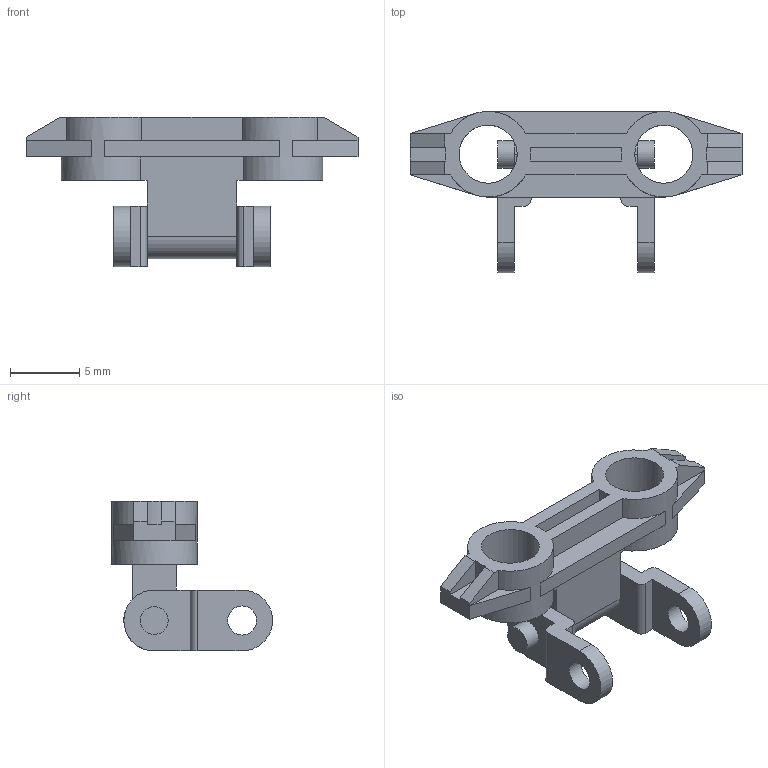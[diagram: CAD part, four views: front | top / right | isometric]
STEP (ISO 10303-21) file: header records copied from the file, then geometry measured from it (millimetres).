
FILE_DESCRIPTION((''),'2;1');
FILE_NAME('228-2534-002.stp','2014-01-15T17:33:18',('jessica_knerr'),(''),'Autodesk Inventor 2013','Autodesk Inventor 2013','');
FILE_SCHEMA(('AUTOMOTIVE_DESIGN { 1 0 10303 214 1 1 1 1 }'));
Length unit declared in the file: millimetre
Products named in the file (1): 228-2534-002
Bounding box: 24 x 11.65 x 10.84 mm (x, y, z)
Volume: 531.1 mm3; surface area: 929.8 mm2
Topology: 1 solids, 1 shells, 83 faces, 228 edges, 150 vertices
Faces by surface type: plane 62, cylinder 21
Full cylindrical faces by diameter (mm): 2 x2, 2.1 x2, 4.2 x2
Entity records: 2628 total; most frequent: CARTESIAN_POINT 452, DIRECTION 448, ORIENTED_EDGE 440, EDGE_CURVE 220, VECTOR 160, LINE 160, VERTEX_POINT 148, AXIS2_PLACEMENT_3D 144
